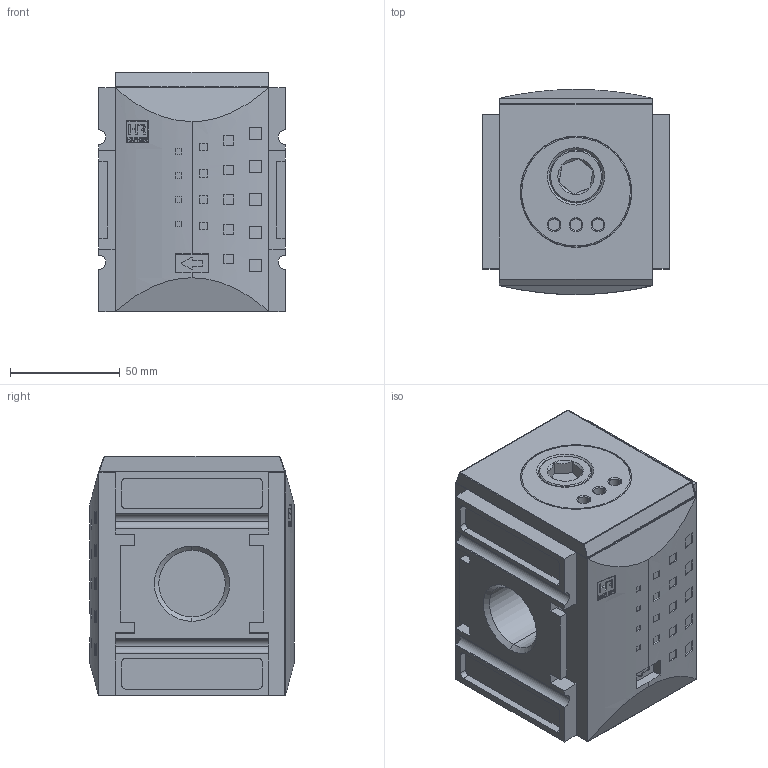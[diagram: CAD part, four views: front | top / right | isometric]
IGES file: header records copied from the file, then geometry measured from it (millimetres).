
Start section: SolidWorks IGES file using analytic representation for surfaces
Global section: file name: KDIS-41.IGS; native system: SolidWorks 2013; preprocessor: SolidWorks 2013; author: technolog; date: 140113.095642; units: millimetre
Bounding box: 85 x 93.27 x 109 mm (x, y, z)
Volume: 699607.2 mm3; surface area: 74042.1 mm2
Topology: 1 solids, 1 shells, 710 faces, 3890 edges, 5082 vertices
Faces by surface type: plane 480, revolution 184, bspline 46
